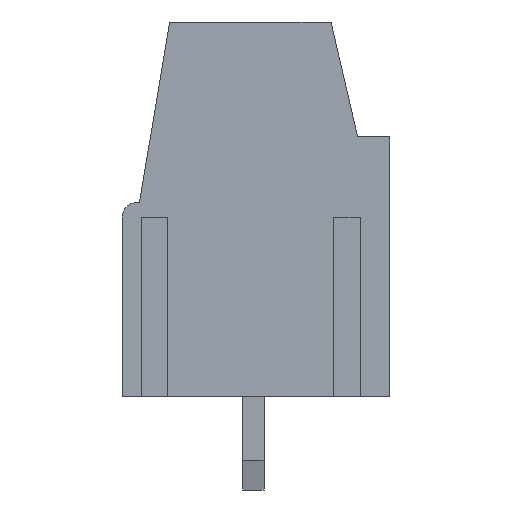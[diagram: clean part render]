
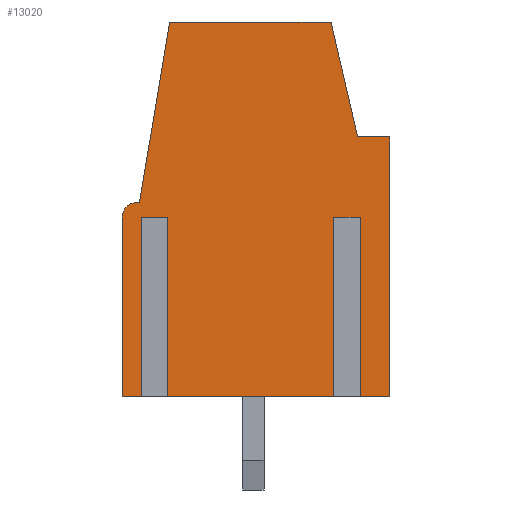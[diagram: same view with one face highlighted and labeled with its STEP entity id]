
A CAD part, left-side view. The second image highlights one B-rep face of the part: STEP entity #13020.
In plain terms, the highlighted planar face has unit normal (-1, 0, 0).
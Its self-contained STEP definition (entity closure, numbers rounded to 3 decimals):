
#88 = CARTESIAN_POINT ( 'NONE',  ( -7.62, -3.28, 0. ) ) ;
#1197 = CARTESIAN_POINT ( 'NONE',  ( -7.62, -2.907, 14. ) ) ;
#1203 = VERTEX_POINT ( 'NONE', #31490 ) ;
#1293 = EDGE_CURVE ( 'NONE', #30318, #28783, #29519, .T. ) ;
#1368 = ORIENTED_EDGE ( 'NONE', *, *, #38142, .F. ) ;
#1509 = LINE ( 'NONE', #16337, #16257 ) ;
#2025 = EDGE_CURVE ( 'NONE', #28560, #32555, #29710, .T. ) ;
#2317 = CARTESIAN_POINT ( 'NONE',  ( -7.62, -3.72, 6.7 ) ) ;
#2523 = LINE ( 'NONE', #22781, #24781 ) ;
#3212 = CARTESIAN_POINT ( 'NONE',  ( -7.62, -3.28, 6.7 ) ) ;
#3582 = CARTESIAN_POINT ( 'NONE',  ( -7.62, -3.72, 6.7 ) ) ;
#3774 = VERTEX_POINT ( 'NONE', #5984 ) ;
#3925 = DIRECTION ( 'NONE',  ( -1., 0., 0. ) ) ;
#4395 = LINE ( 'NONE', #33686, #6521 ) ;
#5024 = LINE ( 'NONE', #2317, #32917 ) ;
#5258 = DIRECTION ( 'NONE',  ( 0., 0., 1. ) ) ;
#5829 = CARTESIAN_POINT ( 'NONE',  ( -7.62, -5.1, 0. ) ) ;
#5984 = CARTESIAN_POINT ( 'NONE',  ( -7.62, -3.72, 0. ) ) ;
#5988 = CARTESIAN_POINT ( 'NONE',  ( -7.62, 4.35, 7.25 ) ) ;
#6521 = VECTOR ( 'NONE', #36216, 1000. ) ;
#6538 = EDGE_CURVE ( 'NONE', #23949, #3774, #6664, .T. ) ;
#6664 = LINE ( 'NONE', #3582, #14913 ) ;
#6679 = EDGE_CURVE ( 'NONE', #11244, #33081, #2523, .T. ) ;
#7050 = CARTESIAN_POINT ( 'NONE',  ( -7.62, 3.48, 0. ) ) ;
#7476 = DIRECTION ( 'NONE',  ( 0., 0., -1. ) ) ;
#7495 = CARTESIAN_POINT ( 'NONE',  ( -7.62, 3.48, 6.7 ) ) ;
#7875 = VERTEX_POINT ( 'NONE', #5988 ) ;
#7926 = EDGE_CURVE ( 'NONE', #30610, #11244, #35840, .T. ) ;
#7944 = DIRECTION ( 'NONE',  ( 0., 0., -1. ) ) ;
#8989 = CARTESIAN_POINT ( 'NONE',  ( -7.62, 3.128, 14. ) ) ;
#9655 = EDGE_CURVE ( 'NONE', #16647, #23938, #31054, .T. ) ;
#10116 = DIRECTION ( 'NONE',  ( 0., 0., 1. ) ) ;
#10300 = EDGE_CURVE ( 'NONE', #23949, #16647, #5024, .T. ) ;
#11035 = CARTESIAN_POINT ( 'NONE',  ( -7.62, -2.907, 14. ) ) ;
#11244 = VERTEX_POINT ( 'NONE', #33694 ) ;
#11342 = DIRECTION ( 'NONE',  ( 0., 1., 0. ) ) ;
#11499 = CARTESIAN_POINT ( 'NONE',  ( -7.62, -3.9, 9.7 ) ) ;
#12113 = EDGE_CURVE ( 'NONE', #33081, #7875, #35389, .T. ) ;
#12514 = VECTOR ( 'NONE', #23237, 1000. ) ;
#12957 = CARTESIAN_POINT ( 'NONE',  ( -7.62, 3.128, 14. ) ) ;
#13020 = ADVANCED_FACE ( 'NONE', ( #24725 ), #27458, .T. ) ;
#13841 = VECTOR ( 'NONE', #27097, 1000. ) ;
#14083 = DIRECTION ( 'NONE',  ( 0., 1., 0. ) ) ;
#14553 = LINE ( 'NONE', #11499, #12514 ) ;
#14913 = VECTOR ( 'NONE', #20924, 1000. ) ;
#15439 = CARTESIAN_POINT ( 'NONE',  ( -7.62, 3.48, 6.7 ) ) ;
#16257 = VECTOR ( 'NONE', #7476, 1000. ) ;
#16337 = CARTESIAN_POINT ( 'NONE',  ( -7.62, 3.92, 6.7 ) ) ;
#16372 = VERTEX_POINT ( 'NONE', #11035 ) ;
#16647 = VERTEX_POINT ( 'NONE', #3212 ) ;
#17588 = VECTOR ( 'NONE', #29122, 1000. ) ;
#17848 = CARTESIAN_POINT ( 'NONE',  ( -7.62, -5.1, 9.7 ) ) ;
#18160 = CARTESIAN_POINT ( 'NONE',  ( -7.62, 4.35, 6.7 ) ) ;
#18352 = ORIENTED_EDGE ( 'NONE', *, *, #18757, .F. ) ;
#18530 = ORIENTED_EDGE ( 'NONE', *, *, #6679, .F. ) ;
#18576 = DIRECTION ( 'NONE',  ( 1., 0., 0. ) ) ;
#18619 = CARTESIAN_POINT ( 'NONE',  ( -7.62, 4.9, 0. ) ) ;
#18757 = EDGE_CURVE ( 'NONE', #31041, #30610, #1509, .T. ) ;
#19163 = DIRECTION ( 'NONE',  ( 0., 0., 1. ) ) ;
#20552 = CARTESIAN_POINT ( 'NONE',  ( -7.62, 3.48, 6.7 ) ) ;
#20662 = ORIENTED_EDGE ( 'NONE', *, *, #22805, .F. ) ;
#20767 = DIRECTION ( 'NONE',  ( 0., 1., 0. ) ) ;
#20777 = CARTESIAN_POINT ( 'NONE',  ( -7.62, 4.9, 0. ) ) ;
#20924 = DIRECTION ( 'NONE',  ( 0., 0., -1. ) ) ;
#21229 = DIRECTION ( 'NONE',  ( 0., 0., -1. ) ) ;
#21497 = CARTESIAN_POINT ( 'NONE',  ( -7.62, 4.9, 0. ) ) ;
#21521 = CARTESIAN_POINT ( 'NONE',  ( -7.62, 4.35, 6.7 ) ) ;
#21818 = LINE ( 'NONE', #12957, #34356 ) ;
#22437 = ORIENTED_EDGE ( 'NONE', *, *, #36364, .F. ) ;
#22575 = EDGE_CURVE ( 'NONE', #7875, #1203, #32029, .T. ) ;
#22781 = CARTESIAN_POINT ( 'NONE',  ( -7.62, 4.9, 6.7 ) ) ;
#22805 = EDGE_CURVE ( 'NONE', #16372, #37477, #14553, .T. ) ;
#23237 = DIRECTION ( 'NONE',  ( 0., -0.225, -0.974 ) ) ;
#23836 = VECTOR ( 'NONE', #28373, 1000. ) ;
#23938 = VERTEX_POINT ( 'NONE', #88 ) ;
#23949 = VERTEX_POINT ( 'NONE', #26493 ) ;
#24187 = ORIENTED_EDGE ( 'NONE', *, *, #25772, .F. ) ;
#24725 = FACE_OUTER_BOUND ( 'NONE', #25363, .T. ) ;
#24781 = VECTOR ( 'NONE', #5258, 1000. ) ;
#24896 = VECTOR ( 'NONE', #33708, 1000. ) ;
#24962 = DIRECTION ( 'NONE',  ( 1., 0., 0. ) ) ;
#25363 = EDGE_LOOP ( 'NONE', ( #34059, #18352, #1368, #28203, #31734, #35281, #36426, #26890, #34689, #35215, #22437, #20662, #30410, #24187, #34378, #37593, #18530 ) ) ;
#25772 = EDGE_CURVE ( 'NONE', #1203, #30616, #21818, .T. ) ;
#25792 = CARTESIAN_POINT ( 'NONE',  ( -7.62, 3.92, 0. ) ) ;
#26477 = AXIS2_PLACEMENT_3D ( 'NONE', #21521, #18576, #19163 ) ;
#26493 = CARTESIAN_POINT ( 'NONE',  ( -7.62, -3.72, 6.7 ) ) ;
#26575 = LINE ( 'NONE', #20552, #26929 ) ;
#26887 = DIRECTION ( 'NONE',  ( 0., 0., 1. ) ) ;
#26890 = ORIENTED_EDGE ( 'NONE', *, *, #6538, .T. ) ;
#26929 = VECTOR ( 'NONE', #20767, 1000. ) ;
#27097 = DIRECTION ( 'NONE',  ( 0., 1., 0. ) ) ;
#27458 = PLANE ( 'NONE',  #34062 ) ;
#27627 = CARTESIAN_POINT ( 'NONE',  ( -7.62, 3.92, 6.7 ) ) ;
#27669 = CARTESIAN_POINT ( 'NONE',  ( -7.62, 4.35, 6.7 ) ) ;
#27790 = LINE ( 'NONE', #1197, #23836 ) ;
#28203 = ORIENTED_EDGE ( 'NONE', *, *, #2025, .T. ) ;
#28373 = DIRECTION ( 'NONE',  ( 0., -1., 0. ) ) ;
#28560 = VERTEX_POINT ( 'NONE', #7495 ) ;
#28783 = VERTEX_POINT ( 'NONE', #33113 ) ;
#29122 = DIRECTION ( 'NONE',  ( 0., 0., -1. ) ) ;
#29240 = VECTOR ( 'NONE', #21229, 1000. ) ;
#29519 = LINE ( 'NONE', #5829, #17588 ) ;
#29710 = LINE ( 'NONE', #15439, #29240 ) ;
#30318 = VERTEX_POINT ( 'NONE', #17848 ) ;
#30343 = VECTOR ( 'NONE', #11342, 1000. ) ;
#30410 = ORIENTED_EDGE ( 'NONE', *, *, #38097, .F. ) ;
#30610 = VERTEX_POINT ( 'NONE', #25792 ) ;
#30616 = VERTEX_POINT ( 'NONE', #8989 ) ;
#31041 = VERTEX_POINT ( 'NONE', #27627 ) ;
#31054 = LINE ( 'NONE', #34370, #32448 ) ;
#31490 = CARTESIAN_POINT ( 'NONE',  ( -7.62, 4.259, 7.242 ) ) ;
#31734 = ORIENTED_EDGE ( 'NONE', *, *, #35036, .F. ) ;
#31911 = CARTESIAN_POINT ( 'NONE',  ( -7.62, -3.9, 9.7 ) ) ;
#32029 = CIRCLE ( 'NONE', #26477, 0.55 ) ;
#32448 = VECTOR ( 'NONE', #7944, 1000. ) ;
#32461 = CARTESIAN_POINT ( 'NONE',  ( -7.62, 4.9, 6.7 ) ) ;
#32555 = VERTEX_POINT ( 'NONE', #7050 ) ;
#32562 = LINE ( 'NONE', #20777, #30343 ) ;
#32917 = VECTOR ( 'NONE', #14083, 1000. ) ;
#33081 = VERTEX_POINT ( 'NONE', #32461 ) ;
#33113 = CARTESIAN_POINT ( 'NONE',  ( -7.62, -5.1, 0. ) ) ;
#33212 = DIRECTION ( 'NONE',  ( 0., -0.165, 0.986 ) ) ;
#33686 = CARTESIAN_POINT ( 'NONE',  ( -7.62, -5.1, 9.7 ) ) ;
#33694 = CARTESIAN_POINT ( 'NONE',  ( -7.62, 4.9, 0. ) ) ;
#33708 = DIRECTION ( 'NONE',  ( 0., 1., 0. ) ) ;
#34059 = ORIENTED_EDGE ( 'NONE', *, *, #7926, .F. ) ;
#34062 = AXIS2_PLACEMENT_3D ( 'NONE', #18160, #3925, #26887 ) ;
#34156 = AXIS2_PLACEMENT_3D ( 'NONE', #27669, #24962, #10116 ) ;
#34356 = VECTOR ( 'NONE', #33212, 1000. ) ;
#34370 = CARTESIAN_POINT ( 'NONE',  ( -7.62, -3.28, 6.7 ) ) ;
#34378 = ORIENTED_EDGE ( 'NONE', *, *, #22575, .F. ) ;
#34689 = ORIENTED_EDGE ( 'NONE', *, *, #36552, .F. ) ;
#35036 = EDGE_CURVE ( 'NONE', #23938, #32555, #32562, .T. ) ;
#35215 = ORIENTED_EDGE ( 'NONE', *, *, #1293, .F. ) ;
#35281 = ORIENTED_EDGE ( 'NONE', *, *, #9655, .F. ) ;
#35389 = CIRCLE ( 'NONE', #34156, 0.55 ) ;
#35789 = LINE ( 'NONE', #21497, #13841 ) ;
#35840 = LINE ( 'NONE', #18619, #24896 ) ;
#36216 = DIRECTION ( 'NONE',  ( 0., -1., 0. ) ) ;
#36364 = EDGE_CURVE ( 'NONE', #37477, #30318, #4395, .T. ) ;
#36426 = ORIENTED_EDGE ( 'NONE', *, *, #10300, .F. ) ;
#36552 = EDGE_CURVE ( 'NONE', #28783, #3774, #35789, .T. ) ;
#37477 = VERTEX_POINT ( 'NONE', #31911 ) ;
#37593 = ORIENTED_EDGE ( 'NONE', *, *, #12113, .F. ) ;
#38097 = EDGE_CURVE ( 'NONE', #30616, #16372, #27790, .T. ) ;
#38142 = EDGE_CURVE ( 'NONE', #28560, #31041, #26575, .T. ) ;
